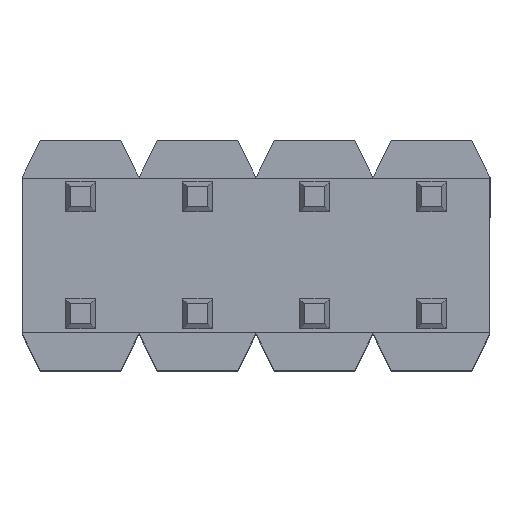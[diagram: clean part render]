
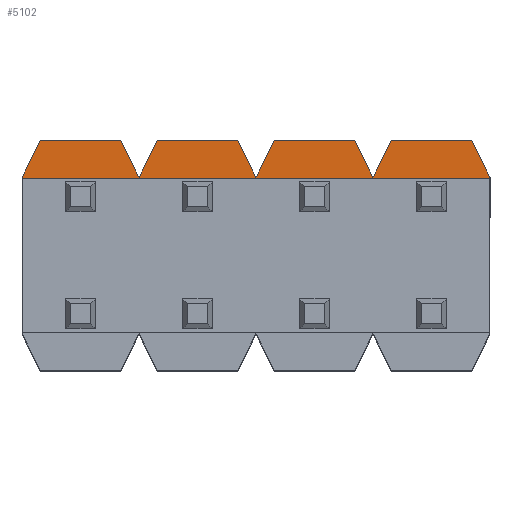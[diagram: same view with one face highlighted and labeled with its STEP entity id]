
A CAD part, top view. The second image highlights one B-rep face of the part: STEP entity #5102.
In plain terms, the highlighted planar face has unit normal (0, 0, 1).
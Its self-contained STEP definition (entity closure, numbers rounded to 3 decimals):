
#11 = CARTESIAN_POINT ( 'NONE',  ( 12.7, -2.5, 14. ) ) ;
#61 = VECTOR ( 'NONE', #3959, 1000. ) ;
#79 = VECTOR ( 'NONE', #2839, 1000. ) ;
#148 = CARTESIAN_POINT ( 'NONE',  ( -12.7, 2.5, 14. ) ) ;
#158 = CARTESIAN_POINT ( 'NONE',  ( 2.54, 1.7, 14. ) ) ;
#233 = EDGE_CURVE ( 'NONE', #5449, #5266, #1256, .T. ) ;
#255 = ORIENTED_EDGE ( 'NONE', *, *, #3566, .T. ) ;
#258 = CARTESIAN_POINT ( 'NONE',  ( 7.62, 1.7, 14. ) ) ;
#277 = LINE ( 'NONE', #1848, #2043 ) ;
#382 = AXIS2_PLACEMENT_3D ( 'NONE', #3821, #3197, #5870 ) ;
#494 = DIRECTION ( 'NONE',  ( -0.447, -0.894, 0. ) ) ;
#513 = ORIENTED_EDGE ( 'NONE', *, *, #233, .T. ) ;
#605 = VERTEX_POINT ( 'NONE', #1668 ) ;
#622 = CARTESIAN_POINT ( 'NONE',  ( 8.808, 4.404, 14. ) ) ;
#672 = DIRECTION ( 'NONE',  ( -1., 0., 0. ) ) ;
#1001 = ORIENTED_EDGE ( 'NONE', *, *, #6819, .T. ) ;
#1013 = LINE ( 'NONE', #3163, #61 ) ;
#1029 = VERTEX_POINT ( 'NONE', #1840 ) ;
#1162 = CARTESIAN_POINT ( 'NONE',  ( 4.68, 2.5, 14. ) ) ;
#1185 = CARTESIAN_POINT ( 'NONE',  ( 2.54, 1.675, 14. ) ) ;
#1208 = CARTESIAN_POINT ( 'NONE',  ( 7.22, 2.5, 14. ) ) ;
#1232 = DIRECTION ( 'NONE',  ( -0.447, 0.894, 0. ) ) ;
#1256 = LINE ( 'NONE', #4988, #6020 ) ;
#1436 = CARTESIAN_POINT ( 'NONE',  ( 10.16, 1.7, 14. ) ) ;
#1515 = ORIENTED_EDGE ( 'NONE', *, *, #6252, .T. ) ;
#1544 = ORIENTED_EDGE ( 'NONE', *, *, #5337, .T. ) ;
#1611 = EDGE_CURVE ( 'NONE', #6032, #6741, #6503, .T. ) ;
#1638 = CARTESIAN_POINT ( 'NONE',  ( -12.7, 2.5, 14. ) ) ;
#1668 = CARTESIAN_POINT ( 'NONE',  ( 5.48, 2.5, 14. ) ) ;
#1670 = DIRECTION ( 'NONE',  ( -1., 0., 0. ) ) ;
#1674 = EDGE_CURVE ( 'NONE', #4513, #6032, #4772, .T. ) ;
#1694 = LINE ( 'NONE', #3854, #2936 ) ;
#1753 = CARTESIAN_POINT ( 'NONE',  ( 4.744, 2.372, 14. ) ) ;
#1759 = EDGE_CURVE ( 'NONE', #2579, #2756, #2270, .T. ) ;
#1815 = VERTEX_POINT ( 'NONE', #5585 ) ;
#1836 = LINE ( 'NONE', #5528, #3215 ) ;
#1840 = CARTESIAN_POINT ( 'NONE',  ( 12.7, 1.675, 14. ) ) ;
#1848 = CARTESIAN_POINT ( 'NONE',  ( 3.384, -1.692, 14. ) ) ;
#2043 = VECTOR ( 'NONE', #6531, 1000. ) ;
#2116 = ORIENTED_EDGE ( 'NONE', *, *, #6359, .T. ) ;
#2164 = EDGE_CURVE ( 'NONE', #4234, #5449, #1836, .T. ) ;
#2219 = DIRECTION ( 'NONE',  ( 0., 1., 0. ) ) ;
#2232 = EDGE_CURVE ( 'NONE', #2756, #4234, #3074, .T. ) ;
#2270 = LINE ( 'NONE', #622, #79 ) ;
#2318 = ORIENTED_EDGE ( 'NONE', *, *, #5511, .T. ) ;
#2382 = VECTOR ( 'NONE', #494, 1000. ) ;
#2527 = VERTEX_POINT ( 'NONE', #6284 ) ;
#2537 = DIRECTION ( 'NONE',  ( -1., 0., 0. ) ) ;
#2579 = VERTEX_POINT ( 'NONE', #1436 ) ;
#2719 = EDGE_CURVE ( 'NONE', #5689, #1029, #1013, .T. ) ;
#2756 = VERTEX_POINT ( 'NONE', #3428 ) ;
#2814 = ORIENTED_EDGE ( 'NONE', *, *, #2164, .T. ) ;
#2839 = DIRECTION ( 'NONE',  ( -0.447, 0.894, 0. ) ) ;
#2865 = VERTEX_POINT ( 'NONE', #4902 ) ;
#2896 = VERTEX_POINT ( 'NONE', #4071 ) ;
#2929 = LINE ( 'NONE', #6654, #4282 ) ;
#2930 = LINE ( 'NONE', #148, #4461 ) ;
#2936 = VECTOR ( 'NONE', #5994, 1000. ) ;
#3006 = DIRECTION ( 'NONE',  ( -0.447, -0.894, 0. ) ) ;
#3029 = EDGE_CURVE ( 'NONE', #1815, #2865, #2930, .T. ) ;
#3074 = LINE ( 'NONE', #4681, #4556 ) ;
#3128 = VECTOR ( 'NONE', #2537, 1000. ) ;
#3163 = CARTESIAN_POINT ( 'NONE',  ( -32.3, 1.675, 14. ) ) ;
#3197 = DIRECTION ( 'NONE',  ( 0., 0., -1. ) ) ;
#3215 = VECTOR ( 'NONE', #3006, 1000. ) ;
#3217 = LINE ( 'NONE', #11, #6195 ) ;
#3244 = VECTOR ( 'NONE', #1232, 1000. ) ;
#3296 = LINE ( 'NONE', #4251, #2382 ) ;
#3382 = LINE ( 'NONE', #1753, #3244 ) ;
#3428 = CARTESIAN_POINT ( 'NONE',  ( 9.76, 2.5, 14. ) ) ;
#3566 = EDGE_CURVE ( 'NONE', #2896, #4513, #3382, .T. ) ;
#3637 = EDGE_CURVE ( 'NONE', #5266, #605, #5811, .T. ) ;
#3821 = CARTESIAN_POINT ( 'NONE',  ( 0., 0., 14. ) ) ;
#3854 = CARTESIAN_POINT ( 'NONE',  ( 10.84, 5.42, 14. ) ) ;
#3959 = DIRECTION ( 'NONE',  ( 1., 0., 0. ) ) ;
#3979 = ORIENTED_EDGE ( 'NONE', *, *, #2232, .T. ) ;
#4071 = CARTESIAN_POINT ( 'NONE',  ( 5.08, 1.7, 14. ) ) ;
#4130 = ORIENTED_EDGE ( 'NONE', *, *, #3637, .T. ) ;
#4157 = DIRECTION ( 'NONE',  ( -1., 0., 0. ) ) ;
#4234 = VERTEX_POINT ( 'NONE', #5225 ) ;
#4251 = CARTESIAN_POINT ( 'NONE',  ( 7.448, -3.724, 14. ) ) ;
#4252 = DIRECTION ( 'NONE',  ( -0.447, -0.894, 0. ) ) ;
#4276 = PLANE ( 'NONE',  #382 ) ;
#4282 = VECTOR ( 'NONE', #6731, 1000. ) ;
#4292 = EDGE_LOOP ( 'NONE', ( #6366, #2318, #4492, #1544, #1001, #5053, #1515, #6551, #3979, #2814, #513, #4130, #2116, #255, #5855 ) ) ;
#4309 = FACE_OUTER_BOUND ( 'NONE', #4292, .T. ) ;
#4461 = VECTOR ( 'NONE', #672, 1000. ) ;
#4492 = ORIENTED_EDGE ( 'NONE', *, *, #2719, .T. ) ;
#4513 = VERTEX_POINT ( 'NONE', #1162 ) ;
#4556 = VECTOR ( 'NONE', #4157, 1000. ) ;
#4681 = CARTESIAN_POINT ( 'NONE',  ( -12.7, 2.5, 14. ) ) ;
#4741 = CARTESIAN_POINT ( 'NONE',  ( 1.352, -0.676, 14. ) ) ;
#4772 = LINE ( 'NONE', #1638, #5822 ) ;
#4879 = DIRECTION ( 'NONE',  ( -0.447, 0.894, 0. ) ) ;
#4902 = CARTESIAN_POINT ( 'NONE',  ( 10.56, 2.5, 14. ) ) ;
#4988 = CARTESIAN_POINT ( 'NONE',  ( 6.776, 3.388, 14. ) ) ;
#5053 = ORIENTED_EDGE ( 'NONE', *, *, #3029, .T. ) ;
#5102 = ADVANCED_FACE ( 'NONE', ( #4309 ), #4276, .F. ) ;
#5225 = CARTESIAN_POINT ( 'NONE',  ( 8.02, 2.5, 14. ) ) ;
#5266 = VERTEX_POINT ( 'NONE', #1208 ) ;
#5337 = EDGE_CURVE ( 'NONE', #1029, #2527, #3217, .T. ) ;
#5449 = VERTEX_POINT ( 'NONE', #258 ) ;
#5511 = EDGE_CURVE ( 'NONE', #6741, #5689, #2929, .T. ) ;
#5528 = CARTESIAN_POINT ( 'NONE',  ( 5.416, -2.708, 14. ) ) ;
#5585 = CARTESIAN_POINT ( 'NONE',  ( 12.3, 2.5, 14. ) ) ;
#5689 = VERTEX_POINT ( 'NONE', #1185 ) ;
#5811 = LINE ( 'NONE', #6199, #3128 ) ;
#5822 = VECTOR ( 'NONE', #1670, 1000. ) ;
#5855 = ORIENTED_EDGE ( 'NONE', *, *, #1674, .T. ) ;
#5870 = DIRECTION ( 'NONE',  ( -1., 0., 0. ) ) ;
#5994 = DIRECTION ( 'NONE',  ( -0.447, 0.894, 0. ) ) ;
#6020 = VECTOR ( 'NONE', #4879, 1000. ) ;
#6032 = VERTEX_POINT ( 'NONE', #6255 ) ;
#6195 = VECTOR ( 'NONE', #2219, 1000. ) ;
#6199 = CARTESIAN_POINT ( 'NONE',  ( -12.7, 2.5, 14. ) ) ;
#6252 = EDGE_CURVE ( 'NONE', #2865, #2579, #3296, .T. ) ;
#6255 = CARTESIAN_POINT ( 'NONE',  ( 2.94, 2.5, 14. ) ) ;
#6284 = CARTESIAN_POINT ( 'NONE',  ( 12.7, 1.7, 14. ) ) ;
#6359 = EDGE_CURVE ( 'NONE', #605, #2896, #277, .T. ) ;
#6366 = ORIENTED_EDGE ( 'NONE', *, *, #1611, .T. ) ;
#6382 = VECTOR ( 'NONE', #4252, 1000. ) ;
#6503 = LINE ( 'NONE', #4741, #6382 ) ;
#6531 = DIRECTION ( 'NONE',  ( -0.447, -0.894, 0. ) ) ;
#6551 = ORIENTED_EDGE ( 'NONE', *, *, #1759, .T. ) ;
#6654 = CARTESIAN_POINT ( 'NONE',  ( 2.54, 0., 14. ) ) ;
#6731 = DIRECTION ( 'NONE',  ( 0., -1., 0. ) ) ;
#6741 = VERTEX_POINT ( 'NONE', #158 ) ;
#6819 = EDGE_CURVE ( 'NONE', #2527, #1815, #1694, .T. ) ;
